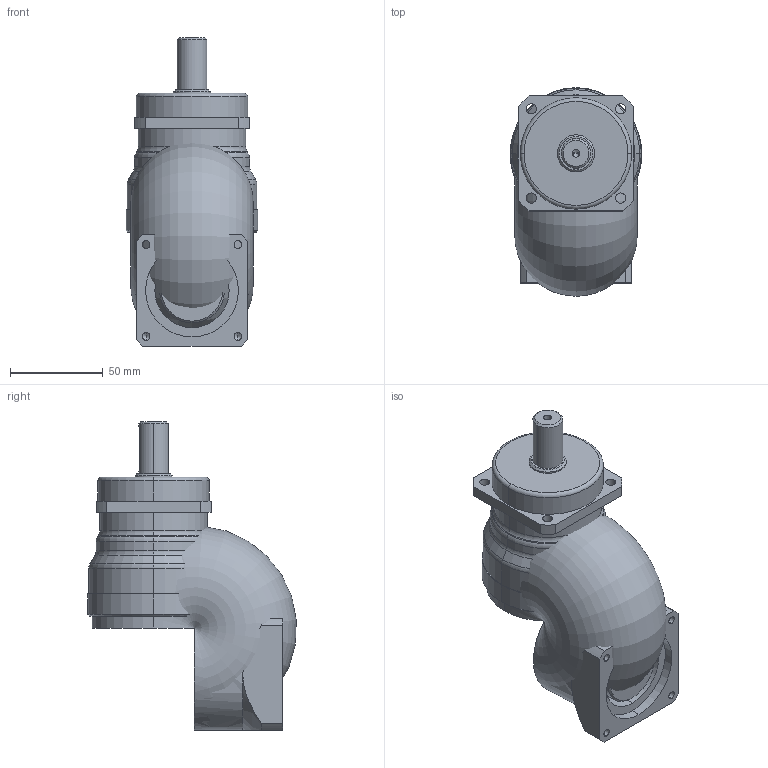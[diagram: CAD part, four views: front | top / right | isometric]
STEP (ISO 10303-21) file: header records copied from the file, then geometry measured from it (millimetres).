
FILE_DESCRIPTION (( 'STEP AP203' ), '1' );
FILE_NAME ('EVS60-L1-14-50-70.STEP', '2022-06-15T09:23:17', ( 'PC' ), ( 'Microsoft' ), 'SwSTEP 2.0', 'SolidWorks 2016', '' );
FILE_SCHEMA (( 'CONFIG_CONTROL_DESIGN' ));
Length unit declared in the file: millimetre
Products named in the file (1): EVS60-L1-14-50-70
Bounding box: 71 x 112.33 x 166.1 mm (x, y, z)
Volume: 41912.7 mm3; surface area: 71222.1 mm2
Topology: 1 solids, 1 shells, 124 faces, 301 edges, 181 vertices
Faces by surface type: cylinder 54, plane 30, cone 27, torus 11, bspline 2
Entity records: 3968 total; most frequent: CARTESIAN_POINT 970, DIRECTION 655, ORIENTED_EDGE 578, EDGE_CURVE 289, AXIS2_PLACEMENT_3D 270, VERTEX_POINT 181, CIRCLE 147, EDGE_LOOP 146
